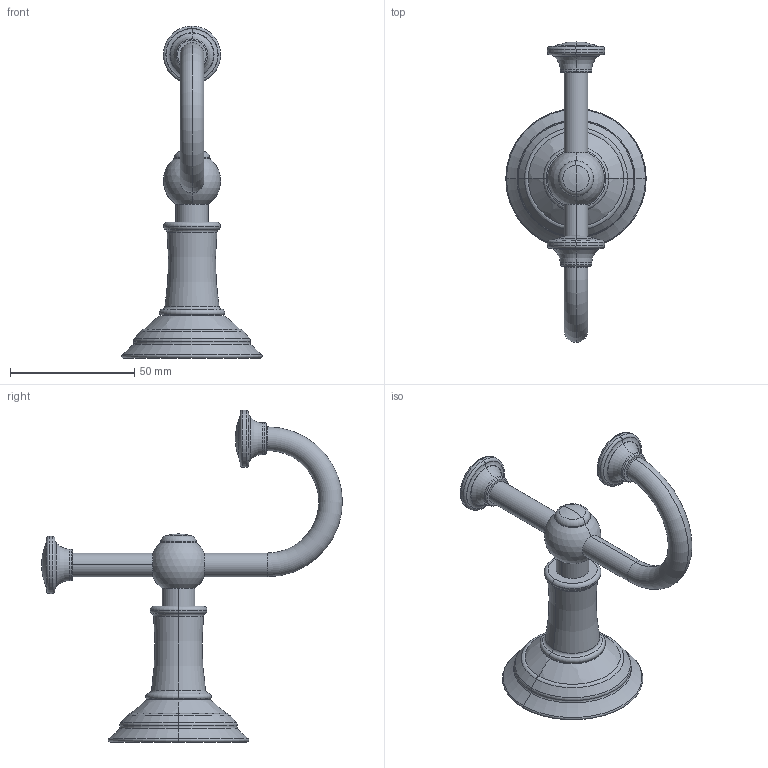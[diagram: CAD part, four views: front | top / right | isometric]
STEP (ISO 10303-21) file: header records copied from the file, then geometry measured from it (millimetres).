
FILE_DESCRIPTION((''),'2;1');
FILE_NAME('34-13','2021-10-28T09:57:55',('jinson.thomas'),(''),'CREO PARAMETRIC BY PTC INC, 2018400','CREO PARAMETRIC BY PTC INC, 2018400','');
FILE_SCHEMA(('CONFIG_CONTROL_DESIGN'));
Length unit declared in the file: inch
Products named in the file (1): 34-13
Bounding box: 56.56 x 121.09 x 133.65 mm (x, y, z)
Volume: 61248.4 mm3; surface area: 16893.7 mm2
Topology: 1 solids, 1 shells, 99 faces, 208 edges, 113 vertices
Faces by surface type: torus 50, cylinder 24, plane 9, sphere 8, bspline 6, cone 2
Entity records: 2738 total; most frequent: DIRECTION 564, CARTESIAN_POINT 504, ORIENTED_EDGE 404, AXIS2_PLACEMENT_3D 269, EDGE_CURVE 202, CIRCLE 176, VERTEX_POINT 113, EDGE_LOOP 107
